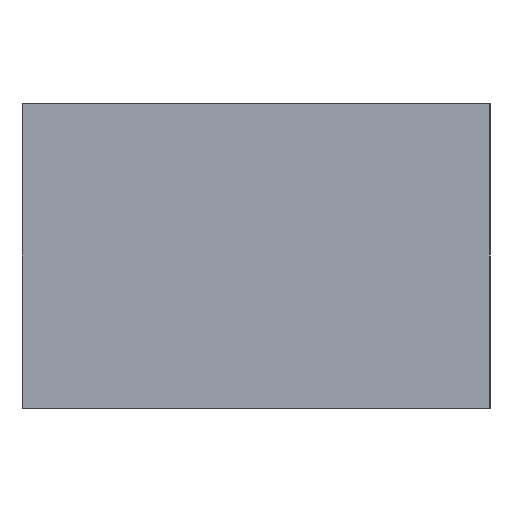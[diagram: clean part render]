
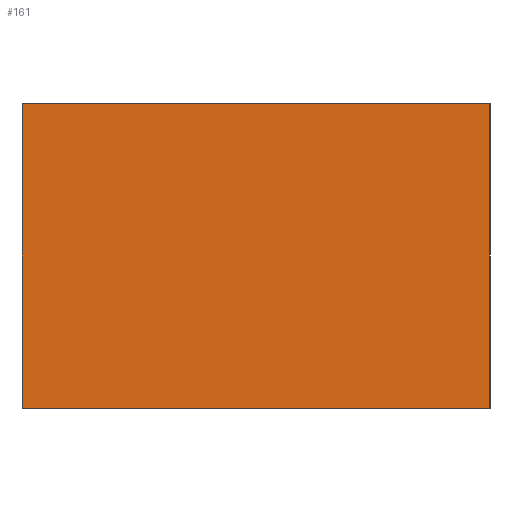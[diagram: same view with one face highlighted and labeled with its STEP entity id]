
A CAD part, left-side view. The second image highlights one B-rep face of the part: STEP entity #161.
In plain terms, the highlighted planar face has unit normal (-1, 0, 0).
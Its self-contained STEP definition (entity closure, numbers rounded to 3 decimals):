
#18=LINE($,#256,#30);
#20=LINE($,#260,#32);
#21=LINE($,#262,#33);
#22=LINE($,#263,#34);
#30=VECTOR($,#212,13.);
#32=VECTOR($,#216,20.);
#33=VECTOR($,#217,13.);
#34=VECTOR($,#218,20.);
#39=PLANE($,#179);
#60=FACE_OUTER_BOUND($,#70,.T.);
#70=EDGE_LOOP($,(#132,#133,#134,#135));
#95=VERTEX_POINT($,#253);
#96=VERTEX_POINT($,#255);
#97=VERTEX_POINT($,#259);
#98=VERTEX_POINT($,#261);
#110=EDGE_CURVE($,#96,#95,#18,.T.);
#112=EDGE_CURVE($,#95,#97,#20,.T.);
#113=EDGE_CURVE($,#98,#97,#21,.T.);
#114=EDGE_CURVE($,#96,#98,#22,.T.);
#132=ORIENTED_EDGE($,*,*,#112,.T.);
#133=ORIENTED_EDGE($,*,*,#113,.F.);
#134=ORIENTED_EDGE($,*,*,#114,.F.);
#135=ORIENTED_EDGE($,*,*,#110,.T.);
#161=ADVANCED_FACE($,(#60),#39,.T.);
#179=AXIS2_PLACEMENT_3D($,#258,#214,#215);
#212=DIRECTION($,(0.,0.,1.));
#214=DIRECTION('center_axis',(-1.,0.,0.));
#215=DIRECTION('ref_axis',(0.,0.,1.));
#216=DIRECTION($,(0.,1.,0.));
#217=DIRECTION($,(0.,0.,1.));
#218=DIRECTION($,(0.,1.,0.));
#253=CARTESIAN_POINT('',(-17.5,-10.,13.));
#255=CARTESIAN_POINT('',(-17.5,-10.,0.));
#256=CARTESIAN_POINT($,(-17.5,-10.,0.));
#258=CARTESIAN_POINT('Origin',(-17.5,-10.,0.));
#259=CARTESIAN_POINT('',(-17.5,10.,13.));
#260=CARTESIAN_POINT($,(-17.5,-10.,13.));
#261=CARTESIAN_POINT('',(-17.5,10.,0.));
#262=CARTESIAN_POINT($,(-17.5,10.,0.));
#263=CARTESIAN_POINT($,(-17.5,-10.,0.));
